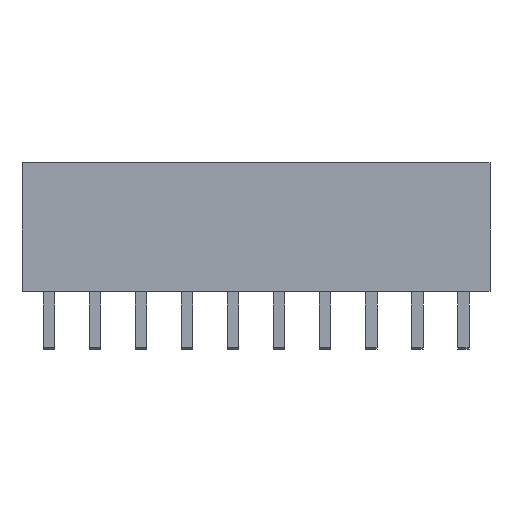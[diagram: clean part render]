
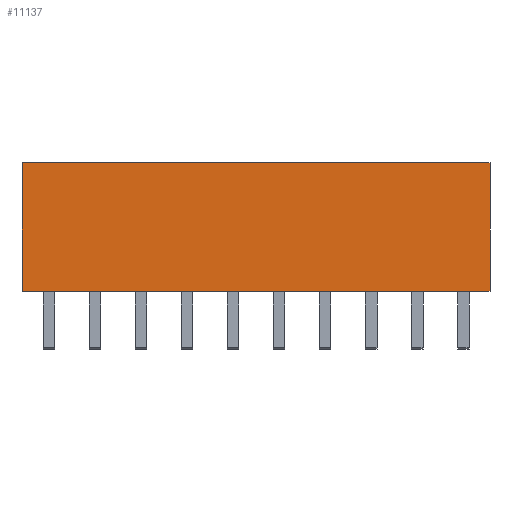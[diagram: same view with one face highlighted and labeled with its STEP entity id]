
A CAD part, front view. The second image highlights one B-rep face of the part: STEP entity #11137.
In plain terms, the highlighted planar face has unit normal (0, -1, 0).
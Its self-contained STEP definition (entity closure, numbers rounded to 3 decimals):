
#580=FACE_OUTER_BOUND('',#1252,.T.);
#1252=EDGE_LOOP('',(#7934,#7935,#7936,#7937));
#1729=LINE('',#14738,#3059);
#2099=LINE('',#16010,#3429);
#2281=LINE('',#16381,#3611);
#2284=LINE('',#16387,#3614);
#3059=VECTOR('',#12227,1.);
#3429=VECTOR('',#12807,1.);
#3611=VECTOR('',#13137,1.);
#3614=VECTOR('',#13144,1.);
#4389=VERTEX_POINT('',#14735);
#4390=VERTEX_POINT('',#14737);
#4782=VERTEX_POINT('',#16006);
#4898=VERTEX_POINT('',#16380);
#5401=EDGE_CURVE('',#4390,#4389,#1729,.T.);
#5861=EDGE_CURVE('',#4390,#4782,#2099,.T.);
#6043=EDGE_CURVE('',#4782,#4898,#2281,.T.);
#6046=EDGE_CURVE('',#4389,#4898,#2284,.T.);
#7934=ORIENTED_EDGE('',*,*,#6046,.T.);
#7935=ORIENTED_EDGE('',*,*,#6043,.F.);
#7936=ORIENTED_EDGE('',*,*,#5861,.F.);
#7937=ORIENTED_EDGE('',*,*,#5401,.T.);
#10220=PLANE('',#11809);
#11137=ADVANCED_FACE('',(#580),#10220,.F.);
#11809=AXIS2_PLACEMENT_3D('',#16386,#13142,#13143);
#12227=DIRECTION('',(0.,0.,-1.));
#12807=DIRECTION('',(1.,0.,0.));
#13137=DIRECTION('',(0.,0.,-1.));
#13142=DIRECTION('center_axis',(0.,1.,0.));
#13143=DIRECTION('ref_axis',(0.,0.,1.));
#13144=DIRECTION('',(1.,0.,0.));
#14735=CARTESIAN_POINT('',(-12.9,-2.5,0.));
#14737=CARTESIAN_POINT('',(-12.9,-2.5,7.1));
#14738=CARTESIAN_POINT('',(-12.9,-2.5,7.1));
#16006=CARTESIAN_POINT('',(12.9,-2.5,7.1));
#16010=CARTESIAN_POINT('',(-12.9,-2.5,7.1));
#16380=CARTESIAN_POINT('',(12.9,-2.5,0.));
#16381=CARTESIAN_POINT('',(12.9,-2.5,7.1));
#16386=CARTESIAN_POINT('Origin',(-12.9,-2.5,7.1));
#16387=CARTESIAN_POINT('',(-12.9,-2.5,0.));
